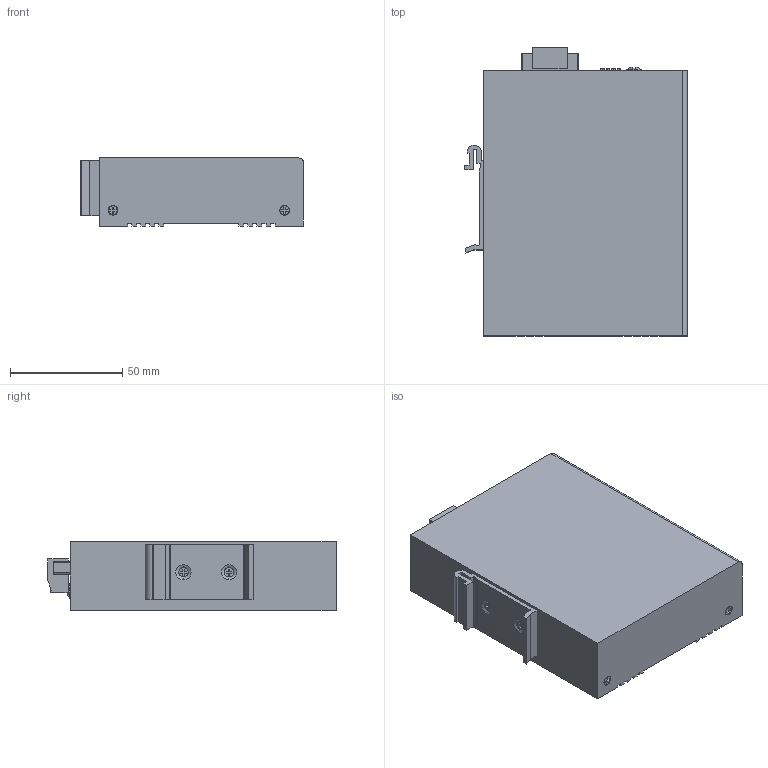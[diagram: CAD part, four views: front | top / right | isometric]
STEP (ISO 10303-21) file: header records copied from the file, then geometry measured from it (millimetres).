
FILE_DESCRIPTION (( 'STEP AP203' ), '1' );
FILE_NAME ('扻擤麔僗闉 (TSX-100-UN-5).STEP', '2022-11-08T09:18:05', ( '' ), ( '' ), 'SwSTEP 2.0', 'SolidWorks 2021', '' );
FILE_SCHEMA (( 'CONFIG_CONTROL_DESIGN' ));
Length unit declared in the file: millimetre
Products named in the file (1): 扻擤麔僗闉 (TSX-100-UN-5)
Bounding box: 99.45 x 128.6 x 30.4 mm (x, y, z)
Volume: 319764.8 mm3; surface area: 42522 mm2
Topology: 1 solids, 1 shells, 440 faces, 1157 edges, 766 vertices
Faces by surface type: plane 384, cylinder 50, cone 4, bspline 2
Entity records: 13532 total; most frequent: CARTESIAN_POINT 2478, ORIENTED_EDGE 2314, DIRECTION 2149, EDGE_CURVE 1157, LINE 1011, VECTOR 1011, VERTEX_POINT 766, AXIS2_PLACEMENT_3D 569
